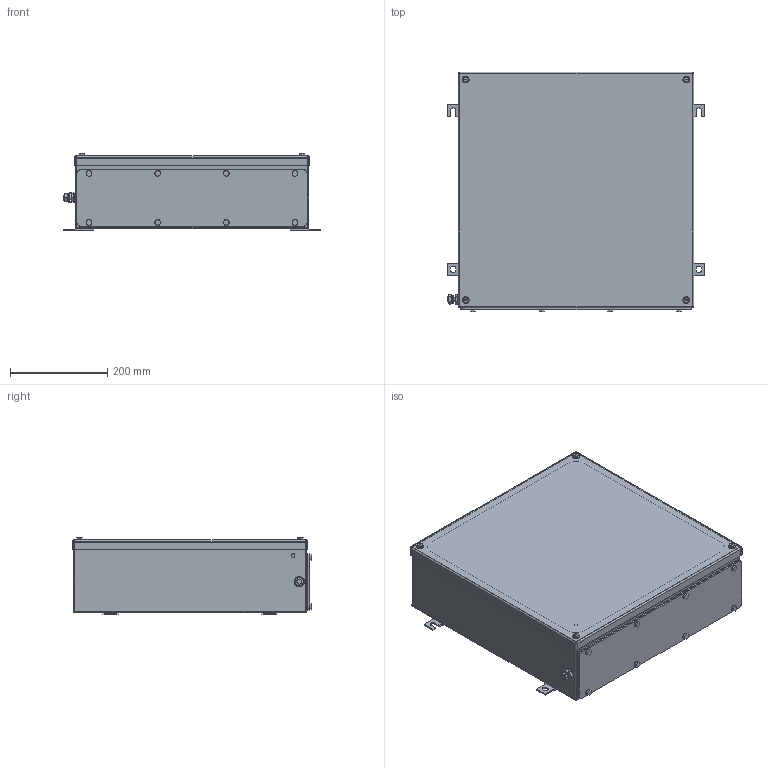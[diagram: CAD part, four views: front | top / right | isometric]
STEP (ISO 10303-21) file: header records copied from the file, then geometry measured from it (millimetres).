
FILE_DESCRIPTION(('CATIA V5 STEP Exchange','CAx-IF Rec.Pracs.--- Model Styling and Organization---1.4--- 2014-01-23'),'2;1');
FILE_NAME ('008660-4_2_1196210000_1196210000.stp','2019-09-25T07:31:40+00:00',('none'),('Weidmueller'),'CATIA Version 5-6 Release 2016 SP3 HF44','CATIA V5 STEP AP214','none');
FILE_SCHEMA(('AUTOMOTIVE_DESIGN { 1 0 10303 214 1 1 1 1 }'));
Length unit declared in the file: millimetre
Products named in the file (1): Product6_AllCATPart
Bounding box: 531 x 493.5 x 158.5 mm (x, y, z)
Volume: 1496439.7 mm3; surface area: 1799650.4 mm2
Topology: 54 solids, 54 shells, 1164 faces, 2680 edges, 1652 vertices
Faces by surface type: cylinder 454, plane 424, cone 240, torus 30, sphere 16
Entity records: 30971 total; most frequent: CARTESIAN_POINT 6360, ORIENTED_EDGE 5264, DIRECTION 4091, EDGE_CURVE 2632, AXIS2_PLACEMENT_3D 1948, VERTEX_POINT 1652, EDGE_LOOP 1344, VECTOR 1318
